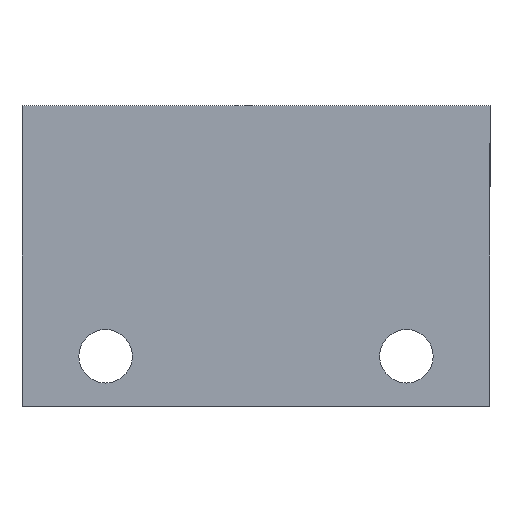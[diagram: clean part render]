
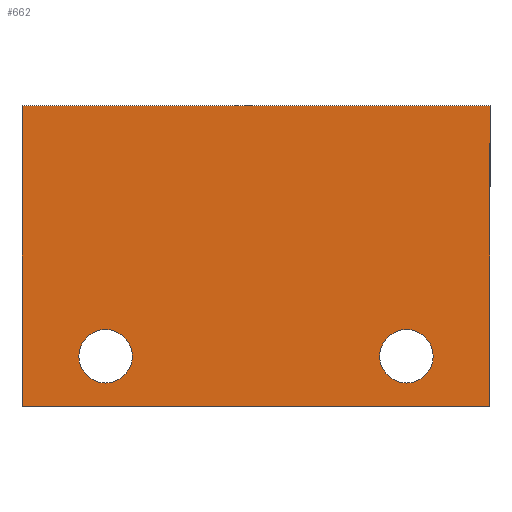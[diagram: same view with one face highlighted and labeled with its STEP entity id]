
A CAD part, left-side view. The second image highlights one B-rep face of the part: STEP entity #662.
In plain terms, the highlighted planar face has unit normal (-1, 0, 0).
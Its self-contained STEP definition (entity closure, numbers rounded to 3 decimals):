
#55 = CARTESIAN_POINT ( 'NONE',  ( -13., 14., 0. ) ) ;
#76 = ORIENTED_EDGE ( 'NONE', *, *, #896, .T. ) ;
#78 = FACE_BOUND ( 'NONE', #931, .T. ) ;
#94 = DIRECTION ( 'NONE',  ( 1., 0., 0. ) ) ;
#104 = CIRCLE ( 'NONE', #414, 1.6 ) ;
#127 = EDGE_LOOP ( 'NONE', ( #506, #303 ) ) ;
#138 = EDGE_CURVE ( 'NONE', #1077, #697, #484, .T. ) ;
#147 = DIRECTION ( 'NONE',  ( 0., 1., 0. ) ) ;
#148 = AXIS2_PLACEMENT_3D ( 'NONE', #866, #329, #245 ) ;
#166 = CARTESIAN_POINT ( 'NONE',  ( -13., -9., 4.6 ) ) ;
#168 = CARTESIAN_POINT ( 'NONE',  ( -13., -14., 18. ) ) ;
#200 = EDGE_CURVE ( 'NONE', #554, #201, #744, .T. ) ;
#201 = VERTEX_POINT ( 'NONE', #915 ) ;
#212 = DIRECTION ( 'NONE',  ( 0., 0., -1. ) ) ;
#221 = DIRECTION ( 'NONE',  ( 0., -1., 0. ) ) ;
#222 = CARTESIAN_POINT ( 'NONE',  ( -13., -14., 18. ) ) ;
#245 = DIRECTION ( 'NONE',  ( 0., 0., 1. ) ) ;
#251 = PLANE ( 'NONE',  #148 ) ;
#289 = EDGE_CURVE ( 'NONE', #201, #1131, #671, .T. ) ;
#303 = ORIENTED_EDGE ( 'NONE', *, *, #561, .T. ) ;
#314 = ORIENTED_EDGE ( 'NONE', *, *, #429, .T. ) ;
#329 = DIRECTION ( 'NONE',  ( -1., 0., 0. ) ) ;
#414 = AXIS2_PLACEMENT_3D ( 'NONE', #1023, #582, #663 ) ;
#429 = EDGE_CURVE ( 'NONE', #1131, #623, #936, .T. ) ;
#430 = DIRECTION ( 'NONE',  ( 0., 0., 1. ) ) ;
#443 = DIRECTION ( 'NONE',  ( 0., 0., -1. ) ) ;
#456 = CARTESIAN_POINT ( 'NONE',  ( -13., 14., 18. ) ) ;
#469 = AXIS2_PLACEMENT_3D ( 'NONE', #693, #94, #443 ) ;
#475 = EDGE_CURVE ( 'NONE', #697, #1077, #104, .T. ) ;
#484 = CIRCLE ( 'NONE', #1067, 1.6 ) ;
#506 = ORIENTED_EDGE ( 'NONE', *, *, #1071, .T. ) ;
#507 = FACE_OUTER_BOUND ( 'NONE', #542, .T. ) ;
#515 = VECTOR ( 'NONE', #430, 1000. ) ;
#519 = CARTESIAN_POINT ( 'NONE',  ( -13., -14., 0. ) ) ;
#529 = LINE ( 'NONE', #456, #795 ) ;
#531 = VERTEX_POINT ( 'NONE', #935 ) ;
#542 = EDGE_LOOP ( 'NONE', ( #76, #1098, #1105, #314 ) ) ;
#552 = CARTESIAN_POINT ( 'NONE',  ( -13., -9., 3. ) ) ;
#554 = VERTEX_POINT ( 'NONE', #55 ) ;
#561 = EDGE_CURVE ( 'NONE', #531, #955, #590, .T. ) ;
#582 = DIRECTION ( 'NONE',  ( 1., 0., 0. ) ) ;
#584 = ORIENTED_EDGE ( 'NONE', *, *, #138, .T. ) ;
#590 = CIRCLE ( 'NONE', #852, 1.6 ) ;
#623 = VERTEX_POINT ( 'NONE', #752 ) ;
#662 = ADVANCED_FACE ( 'NONE', ( #78, #1107, #507 ), #251, .T. ) ;
#663 = DIRECTION ( 'NONE',  ( 0., 0., -1. ) ) ;
#671 = LINE ( 'NONE', #519, #515 ) ;
#687 = DIRECTION ( 'NONE',  ( 0., 0., -1. ) ) ;
#693 = CARTESIAN_POINT ( 'NONE',  ( -13., 9., 3. ) ) ;
#697 = VERTEX_POINT ( 'NONE', #166 ) ;
#714 = VECTOR ( 'NONE', #221, 1000. ) ;
#744 = LINE ( 'NONE', #1003, #714 ) ;
#752 = CARTESIAN_POINT ( 'NONE',  ( -13., 14., 18. ) ) ;
#795 = VECTOR ( 'NONE', #687, 1000. ) ;
#816 = VECTOR ( 'NONE', #147, 1000. ) ;
#852 = AXIS2_PLACEMENT_3D ( 'NONE', #1079, #911, #903 ) ;
#866 = CARTESIAN_POINT ( 'NONE',  ( -13., 0., 0. ) ) ;
#875 = CARTESIAN_POINT ( 'NONE',  ( -13., -9., 1.4 ) ) ;
#896 = EDGE_CURVE ( 'NONE', #623, #554, #529, .T. ) ;
#903 = DIRECTION ( 'NONE',  ( 0., 0., -1. ) ) ;
#911 = DIRECTION ( 'NONE',  ( 1., 0., 0. ) ) ;
#915 = CARTESIAN_POINT ( 'NONE',  ( -13., -14., 0. ) ) ;
#931 = EDGE_LOOP ( 'NONE', ( #584, #1009 ) ) ;
#935 = CARTESIAN_POINT ( 'NONE',  ( -13., 9., 4.6 ) ) ;
#936 = LINE ( 'NONE', #222, #816 ) ;
#955 = VERTEX_POINT ( 'NONE', #1059 ) ;
#964 = CIRCLE ( 'NONE', #469, 1.6 ) ;
#993 = DIRECTION ( 'NONE',  ( 1., 0., 0. ) ) ;
#1003 = CARTESIAN_POINT ( 'NONE',  ( -13., 14., 0. ) ) ;
#1009 = ORIENTED_EDGE ( 'NONE', *, *, #475, .T. ) ;
#1023 = CARTESIAN_POINT ( 'NONE',  ( -13., -9., 3. ) ) ;
#1059 = CARTESIAN_POINT ( 'NONE',  ( -13., 9., 1.4 ) ) ;
#1067 = AXIS2_PLACEMENT_3D ( 'NONE', #552, #993, #212 ) ;
#1071 = EDGE_CURVE ( 'NONE', #955, #531, #964, .T. ) ;
#1077 = VERTEX_POINT ( 'NONE', #875 ) ;
#1079 = CARTESIAN_POINT ( 'NONE',  ( -13., 9., 3. ) ) ;
#1098 = ORIENTED_EDGE ( 'NONE', *, *, #200, .T. ) ;
#1105 = ORIENTED_EDGE ( 'NONE', *, *, #289, .T. ) ;
#1107 = FACE_BOUND ( 'NONE', #127, .T. ) ;
#1131 = VERTEX_POINT ( 'NONE', #168 ) ;
